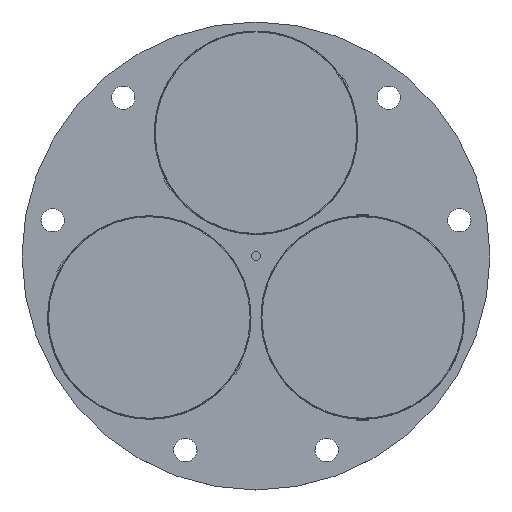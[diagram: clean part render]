
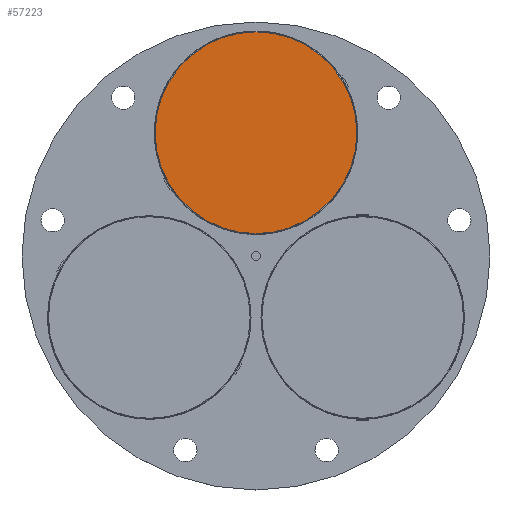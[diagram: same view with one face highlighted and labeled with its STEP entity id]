
A CAD part, top view. The second image highlights one B-rep face of the part: STEP entity #57223.
In plain terms, the highlighted planar face has unit normal (0, 0, 1).
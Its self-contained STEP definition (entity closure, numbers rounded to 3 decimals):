
#1312 = CARTESIAN_POINT ( 'NONE',  ( -73.25, 305.851, 81.5 ) ) ;
#2593 = CARTESIAN_POINT ( 'NONE',  ( 0., 178.979, 81.5 ) ) ;
#2739 = DIRECTION ( 'NONE',  ( -0.5, 0.866, 0. ) ) ;
#2812 = DIRECTION ( 'NONE',  ( 0.5, -0.866, 0. ) ) ;
#5724 = CARTESIAN_POINT ( 'NONE',  ( 73.25, 52.106, 81.5 ) ) ;
#9253 = VERTEX_POINT ( 'NONE', #5724 ) ;
#11627 = EDGE_CURVE ( 'NONE', #9253, #59157, #52070, .T. ) ;
#19454 = ORIENTED_EDGE ( 'NONE', *, *, #36969, .T. ) ;
#21470 = FACE_OUTER_BOUND ( 'NONE', #65365, .T. ) ;
#24843 = AXIS2_PLACEMENT_3D ( 'NONE', #64111, #33450, #2739 ) ;
#29998 = CARTESIAN_POINT ( 'NONE',  ( 0., 178.979, 81.5 ) ) ;
#31567 = AXIS2_PLACEMENT_3D ( 'NONE', #29998, #65839, #35153 ) ;
#33450 = DIRECTION ( 'NONE',  ( 0., 0., 1. ) ) ;
#33528 = DIRECTION ( 'NONE',  ( 0., 0., -1. ) ) ;
#34305 = ORIENTED_EDGE ( 'NONE', *, *, #11627, .T. ) ;
#35153 = DIRECTION ( 'NONE',  ( -0.5, 0.866, 0. ) ) ;
#36969 = EDGE_CURVE ( 'NONE', #59157, #9253, #44718, .T. ) ;
#37812 = AXIS2_PLACEMENT_3D ( 'NONE', #2593, #33528, #2812 ) ;
#44718 = CIRCLE ( 'NONE', #31567, 146.5 ) ;
#52070 = CIRCLE ( 'NONE', #24843, 146.5 ) ;
#57223 = ADVANCED_FACE ( 'NONE', ( #21470 ), #64195, .F. ) ;
#59157 = VERTEX_POINT ( 'NONE', #1312 ) ;
#64111 = CARTESIAN_POINT ( 'NONE',  ( 0., 178.979, 81.5 ) ) ;
#64195 = PLANE ( 'NONE',  #37812 ) ;
#65365 = EDGE_LOOP ( 'NONE', ( #19454, #34305 ) ) ;
#65839 = DIRECTION ( 'NONE',  ( 0., 0., 1. ) ) ;
